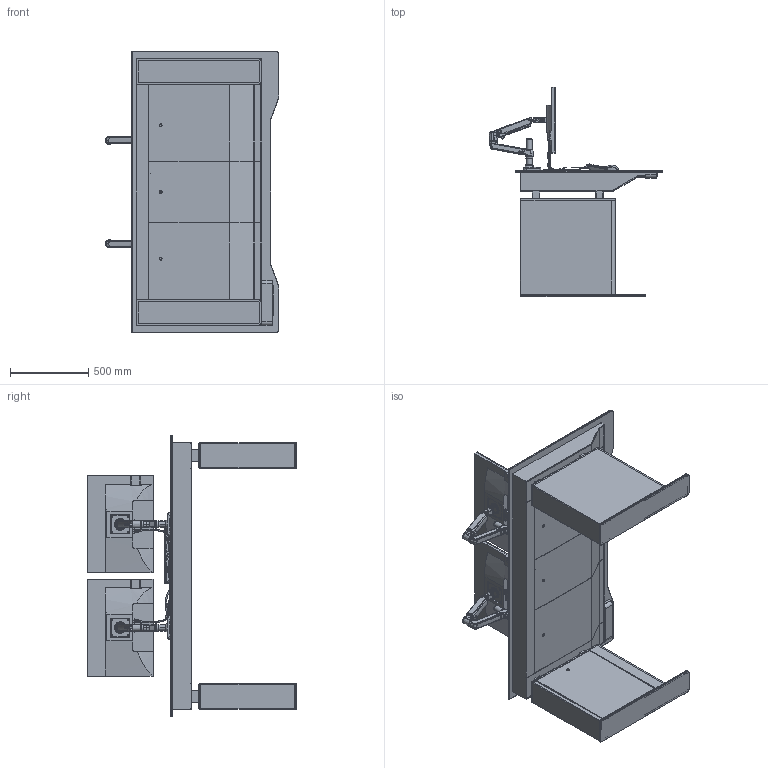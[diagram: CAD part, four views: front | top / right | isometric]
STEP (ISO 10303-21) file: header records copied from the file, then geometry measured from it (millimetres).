
FILE_DESCRIPTION (( 'STEP AP203' ), '1' );
FILE_NAME ('Ergo.Line S180.STEP', '2022-03-12T16:46:27', ( '' ), ( '' ), 'SwSTEP 2.0', 'SolidWorks 2020', '' );
FILE_SCHEMA (( 'CONFIG_CONTROL_DESIGN' ));
Products named in the file (10): Ergo.Line S - Linak; Ergo.Line S - Mizna plošèa; usb port2 r; Ergo.Line S - Okvir_180; Mis+tipk+k; Ergo.Line S - Noga; Ergo.Line S180; ergotron monitor; MirrorErgo.Line S - Noga; usb port r
Assembly tree (12 placements, depth 2):
  Ergo.Line S180
    Ergo.Line S - Noga
    Ergo.Line S - Okvir_180
    MirrorErgo.Line S - Noga
    Ergo.Line S - Mizna plošèa
    Ergo.Line S - Linak
    ergotron monitor  x2
    Mis+tipk+k
    usb port r  x2
    usb port2 r  x2
Bounding box: 1107.5 x 1338.03 x 1800 mm (x, y, z)
Volume: 304338699.8 mm3; surface area: 12486976.3 mm2
Topology: 229 solids, 234 shells, 8163 faces, 20818 edges, 13330 vertices
Faces by surface type: plane 3143, bspline 2965, cylinder 1789, torus 109, sphere 97, cone 60
Full cylindrical faces by diameter (mm): 0.4 x1, 3.2 x8, 3.3 x8, 4.134 x5, 7.7 x4, 8 x4, 8.963 x1, 9.5 x2, 10.5 x1, 11.1 x1, 11.5 x1, 12.3 x5, 14.2 x1, 15.7 x1, 15.8 x2, 16 x1, 17.8 x1, 18 x5
Entity records: 321394 total; most frequent: CARTESIAN_POINT 183179, ORIENTED_EDGE 34738, DIRECTION 19152, EDGE_CURVE 17369, VERTEX_POINT 11198, EDGE_LOOP 7293, FACE_OUTER_BOUND 6933, ADVANCED_FACE 6874
